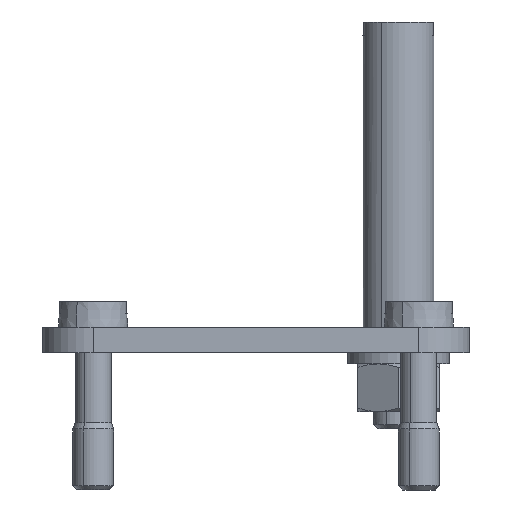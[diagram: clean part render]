
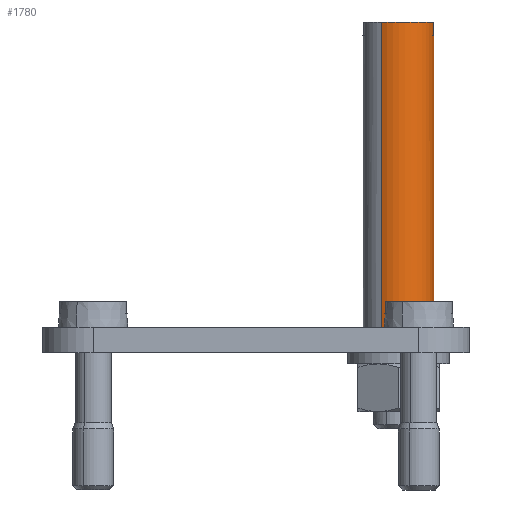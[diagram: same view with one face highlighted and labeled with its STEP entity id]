
A CAD part, front view. The second image highlights one B-rep face of the part: STEP entity #1780.
In plain terms, the highlighted cylindrical face has radius 3.5 mm (diameter 7 mm), a partial arc.
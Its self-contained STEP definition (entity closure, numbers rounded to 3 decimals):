
#1215=AXIS2_PLACEMENT_3D('Circle Axis2P3D',#1213,#1214,$) ;
#1540=AXIS2_PLACEMENT_3D('Circle Axis2P3D',#1538,#1539,$) ;
#1722=AXIS2_PLACEMENT_3D('Cylinder Axis2P3D',#1719,#1720,#1721) ;
#1762=AXIS2_PLACEMENT_3D('Circle Axis2P3D',#1760,#1761,$) ;
#1767=AXIS2_PLACEMENT_3D('Circle Axis2P3D',#1765,#1766,$) ;
#1208=CARTESIAN_POINT('Vertex',(33.322,73.928,16.)) ;
#1210=CARTESIAN_POINT('Vertex',(36.678,80.072,16.)) ;
#1213=CARTESIAN_POINT('Axis2P3D Location',(35.,77.,16.)) ;
#1480=CARTESIAN_POINT('Vertex',(38.448,77.6,44.7)) ;
#1485=CARTESIAN_POINT('Line Origine',(38.448,77.6,45.35)) ;
#1489=CARTESIAN_POINT('Vertex',(38.448,77.6,46.)) ;
#1535=CARTESIAN_POINT('Vertex',(38.448,76.4,44.7)) ;
#1538=CARTESIAN_POINT('Axis2P3D Location',(35.,77.,44.7)) ;
#1567=CARTESIAN_POINT('Vertex',(38.448,76.4,46.)) ;
#1570=CARTESIAN_POINT('Line Origine',(38.448,76.4,45.35)) ;
#1719=CARTESIAN_POINT('Axis2P3D Location',(35.,77.,26.)) ;
#1728=CARTESIAN_POINT('Vertex',(36.678,80.072,46.)) ;
#1731=CARTESIAN_POINT('Line Origine',(36.678,80.072,31.)) ;
#1736=CARTESIAN_POINT('Line Origine',(33.322,73.928,31.)) ;
#1740=CARTESIAN_POINT('Vertex',(33.322,73.928,46.)) ;
#1760=CARTESIAN_POINT('Axis2P3D Location',(35.,77.,46.)) ;
#1765=CARTESIAN_POINT('Axis2P3D Location',(35.,77.,46.)) ;
#1214=DIRECTION('Axis2P3D Direction',(0.,-0.,1.)) ;
#1486=DIRECTION('Vector Direction',(0.,0.,-1.)) ;
#1539=DIRECTION('Axis2P3D Direction',(0.,-0.,-1.)) ;
#1571=DIRECTION('Vector Direction',(0.,0.,-1.)) ;
#1720=DIRECTION('Axis2P3D Direction',(0.,0.,-1.)) ;
#1721=DIRECTION('Axis2P3D XDirection',(0.479,0.878,0.)) ;
#1732=DIRECTION('Vector Direction',(0.,0.,-1.)) ;
#1737=DIRECTION('Vector Direction',(0.,0.,-1.)) ;
#1761=DIRECTION('Axis2P3D Direction',(0.,0.,-1.)) ;
#1766=DIRECTION('Axis2P3D Direction',(0.,0.,-1.)) ;
#1487=VECTOR('Line Direction',#1486,1.) ;
#1572=VECTOR('Line Direction',#1571,1.) ;
#1733=VECTOR('Line Direction',#1732,1.) ;
#1738=VECTOR('Line Direction',#1737,1.) ;
#1771=ORIENTED_EDGE('',*,*,#1764,.T.) ;
#1772=ORIENTED_EDGE('',*,*,#1742,.F.) ;
#1773=ORIENTED_EDGE('',*,*,#1217,.F.) ;
#1774=ORIENTED_EDGE('',*,*,#1735,.T.) ;
#1775=ORIENTED_EDGE('',*,*,#1769,.T.) ;
#1776=ORIENTED_EDGE('',*,*,#1491,.T.) ;
#1777=ORIENTED_EDGE('',*,*,#1542,.T.) ;
#1778=ORIENTED_EDGE('',*,*,#1574,.F.) ;
#1780=ADVANCED_FACE('Hauptk\X2\00F6\X0\rper',(#1779),#1723,.T.) ;
#1216=CIRCLE('generated circle',#1215,3.5) ;
#1541=CIRCLE('generated circle',#1540,3.5) ;
#1763=CIRCLE('generated circle',#1762,3.5) ;
#1768=CIRCLE('generated circle',#1767,3.5) ;
#1723=CYLINDRICAL_SURFACE('generated cylinder',#1722,3.5) ;
#1217=EDGE_CURVE('',#1211,#1209,#1216,.F.) ;
#1491=EDGE_CURVE('',#1490,#1481,#1488,.T.) ;
#1542=EDGE_CURVE('',#1481,#1536,#1541,.T.) ;
#1574=EDGE_CURVE('',#1568,#1536,#1573,.T.) ;
#1735=EDGE_CURVE('',#1211,#1729,#1734,.F.) ;
#1742=EDGE_CURVE('',#1209,#1741,#1739,.F.) ;
#1764=EDGE_CURVE('',#1568,#1741,#1763,.T.) ;
#1769=EDGE_CURVE('',#1729,#1490,#1768,.T.) ;
#1770=EDGE_LOOP('',(#1771,#1772,#1773,#1774,#1775,#1776,#1777,#1778)) ;
#1779=FACE_OUTER_BOUND('',#1770,.T.) ;
#1488=LINE('Line',#1485,#1487) ;
#1573=LINE('Line',#1570,#1572) ;
#1734=LINE('Line',#1731,#1733) ;
#1739=LINE('Line',#1736,#1738) ;
#1209=VERTEX_POINT('',#1208) ;
#1211=VERTEX_POINT('',#1210) ;
#1481=VERTEX_POINT('',#1480) ;
#1490=VERTEX_POINT('',#1489) ;
#1536=VERTEX_POINT('',#1535) ;
#1568=VERTEX_POINT('',#1567) ;
#1729=VERTEX_POINT('',#1728) ;
#1741=VERTEX_POINT('',#1740) ;
